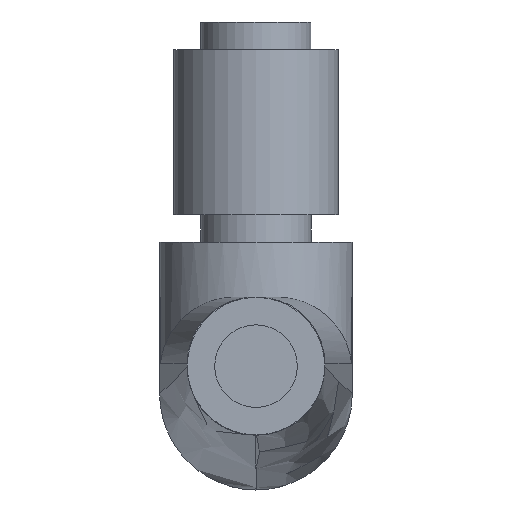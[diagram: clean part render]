
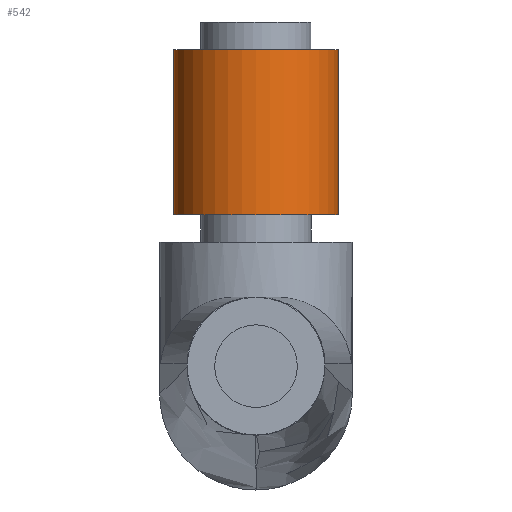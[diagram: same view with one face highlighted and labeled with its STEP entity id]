
A CAD part, front view. The second image highlights one B-rep face of the part: STEP entity #542.
In plain terms, the highlighted cylindrical face has radius 3 mm (diameter 6 mm), a full revolution.
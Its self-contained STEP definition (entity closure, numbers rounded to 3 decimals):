
#109=FACE_BOUND($,#192,.T.);
#140=FACE_OUTER_BOUND($,#191,.T.);
#191=EDGE_LOOP($,(#434));
#192=EDGE_LOOP($,(#435));
#235=CIRCLE($,#605,3.);
#237=CIRCLE($,#608,3.);
#283=VERTEX_POINT($,#945);
#285=VERTEX_POINT($,#950);
#341=EDGE_CURVE($,#283,#283,#235,.T.);
#343=EDGE_CURVE($,#285,#285,#237,.T.);
#434=ORIENTED_EDGE($,*,*,#343,.F.);
#435=ORIENTED_EDGE($,*,*,#341,.F.);
#516=CYLINDRICAL_SURFACE($,#607,3.);
#542=ADVANCED_FACE($,(#140,#109),#516,.T.);
#605=AXIS2_PLACEMENT_3D($,#946,#739,#740);
#607=AXIS2_PLACEMENT_3D($,#949,#743,#744);
#608=AXIS2_PLACEMENT_3D($,#951,#745,#746);
#739=DIRECTION('center_axis',(0.,0.,-1.));
#740=DIRECTION('ref_axis',(-1.,0.,0.));
#743=DIRECTION('center_axis',(0.,0.,1.));
#744=DIRECTION('ref_axis',(-1.,0.,0.));
#745=DIRECTION('center_axis',(0.,0.,1.));
#746=DIRECTION('ref_axis',(-1.,0.,0.));
#945=CARTESIAN_POINT('',(3.897,18.174,10.));
#946=CARTESIAN_POINT('Origin',(0.897,18.174,10.));
#949=CARTESIAN_POINT('Origin',(0.897,18.174,10.));
#950=CARTESIAN_POINT('',(3.897,18.174,16.));
#951=CARTESIAN_POINT('Origin',(0.897,18.174,16.));
